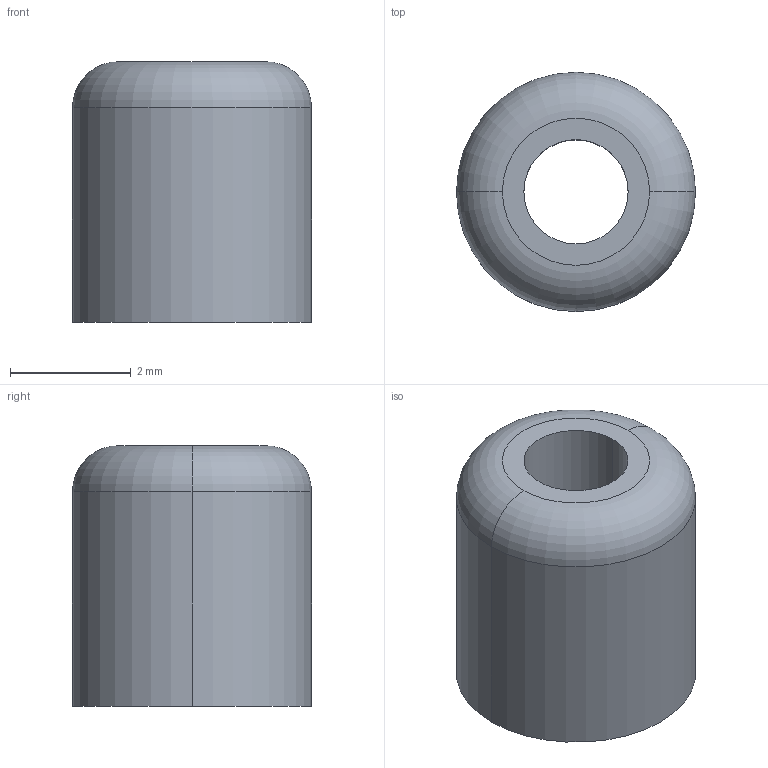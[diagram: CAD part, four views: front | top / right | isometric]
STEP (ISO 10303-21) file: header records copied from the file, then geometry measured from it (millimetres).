
FILE_DESCRIPTION (( 'STEP AP203' ), '1' );
FILE_NAME ('A1429-3-C.STEP', '2013-11-12T13:44:01', ( '' ), ( '' ), 'SwSTEP 2.0', 'SolidWorks 2012', '' );
FILE_SCHEMA (( 'CONFIG_CONTROL_DESIGN' ));
Length unit declared in the file: inch
Products named in the file (1): A1429-3-C
Bounding box: 3.96 x 3.96 x 4.32 mm (x, y, z)
Volume: 39.5 mm3; surface area: 90.8 mm2
Topology: 1 solids, 1 shells, 11 faces, 22 edges, 12 vertices
Faces by surface type: torus 4, cylinder 4, cone 2, plane 1
Entity records: 371 total; most frequent: DIRECTION 62, CARTESIAN_POINT 46, ORIENTED_EDGE 44, AXIS2_PLACEMENT_3D 28, EDGE_CURVE 22, CIRCLE 16, VERTEX_POINT 12, EDGE_LOOP 12
